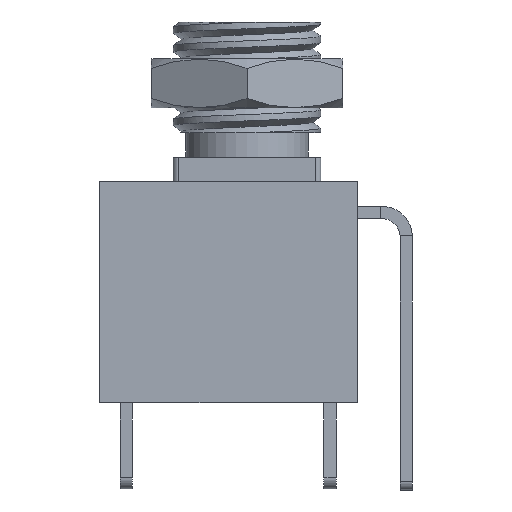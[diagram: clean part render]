
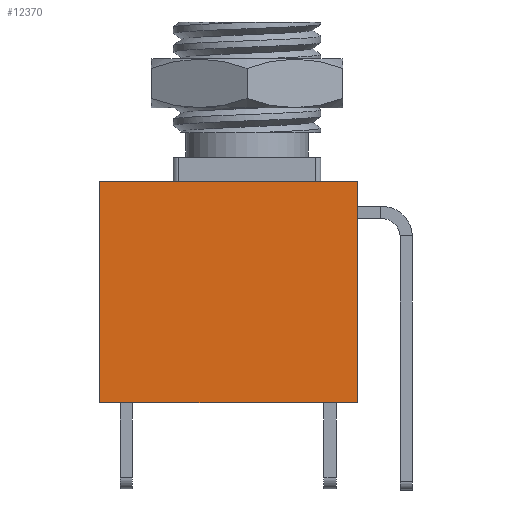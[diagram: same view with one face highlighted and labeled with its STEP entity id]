
A CAD part, left-side view. The second image highlights one B-rep face of the part: STEP entity #12370.
In plain terms, the highlighted planar face has unit normal (-1, 0, 0).
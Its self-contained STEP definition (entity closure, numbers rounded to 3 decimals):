
#9975 = PLANE('',#9976);
#9976 = AXIS2_PLACEMENT_3D('',#9977,#9978,#9979);
#9977 = CARTESIAN_POINT('',(0.,0.75,9.));
#9978 = DIRECTION('',(-0.,-0.,-1.));
#9979 = DIRECTION('',(-1.,0.,0.));
#10000 = VERTEX_POINT('',#10001);
#10001 = CARTESIAN_POINT('',(-4.5,-4.5,9.));
#10015 = PLANE('',#10016);
#10016 = AXIS2_PLACEMENT_3D('',#10017,#10018,#10019);
#10017 = CARTESIAN_POINT('',(4.5,-4.5,0.));
#10018 = DIRECTION('',(0.,-1.,0.));
#10019 = DIRECTION('',(-1.,0.,0.));
#10027 = EDGE_CURVE('',#10000,#10028,#10030,.T.);
#10028 = VERTEX_POINT('',#10029);
#10029 = CARTESIAN_POINT('',(-4.5,6.,9.));
#10030 = SURFACE_CURVE('',#10031,(#10035,#10042),.PCURVE_S1.);
#10031 = LINE('',#10032,#10033);
#10032 = CARTESIAN_POINT('',(-4.5,-4.5,9.));
#10033 = VECTOR('',#10034,1.);
#10034 = DIRECTION('',(0.,1.,0.));
#10035 = PCURVE('',#9975,#10036);
#10036 = DEFINITIONAL_REPRESENTATION('',(#10037),#10041);
#10037 = LINE('',#10038,#10039);
#10038 = CARTESIAN_POINT('',(4.5,-5.25));
#10039 = VECTOR('',#10040,1.);
#10040 = DIRECTION('',(0.,1.));
#10041 = ( GEOMETRIC_REPRESENTATION_CONTEXT(2) 
PARAMETRIC_REPRESENTATION_CONTEXT() REPRESENTATION_CONTEXT('2D SPACE',''
  ) );
#10042 = PCURVE('',#10043,#10048);
#10043 = PLANE('',#10044);
#10044 = AXIS2_PLACEMENT_3D('',#10045,#10046,#10047);
#10045 = CARTESIAN_POINT('',(-4.5,-4.5,0.));
#10046 = DIRECTION('',(-1.,0.,0.));
#10047 = DIRECTION('',(0.,1.,0.));
#10048 = DEFINITIONAL_REPRESENTATION('',(#10049),#10053);
#10049 = LINE('',#10050,#10051);
#10050 = CARTESIAN_POINT('',(0.,-9.));
#10051 = VECTOR('',#10052,1.);
#10052 = DIRECTION('',(1.,0.));
#10053 = ( GEOMETRIC_REPRESENTATION_CONTEXT(2) 
PARAMETRIC_REPRESENTATION_CONTEXT() REPRESENTATION_CONTEXT('2D SPACE',''
  ) );
#10071 = PLANE('',#10072);
#10072 = AXIS2_PLACEMENT_3D('',#10073,#10074,#10075);
#10073 = CARTESIAN_POINT('',(-4.5,6.,0.));
#10074 = DIRECTION('',(0.,1.,0.));
#10075 = DIRECTION('',(1.,0.,0.));
#11777 = VERTEX_POINT('',#11778);
#11778 = CARTESIAN_POINT('',(-4.5,-4.5,0.));
#11792 = PLANE('',#11793);
#11793 = AXIS2_PLACEMENT_3D('',#11794,#11795,#11796);
#11794 = CARTESIAN_POINT('',(0.,0.75,0.));
#11795 = DIRECTION('',(-0.,-0.,-1.));
#11796 = DIRECTION('',(-1.,0.,0.));
#11957 = EDGE_CURVE('',#11777,#10000,#11958,.T.);
#11958 = SURFACE_CURVE('',#11959,(#11963,#11970),.PCURVE_S1.);
#11959 = LINE('',#11960,#11961);
#11960 = CARTESIAN_POINT('',(-4.5,-4.5,0.));
#11961 = VECTOR('',#11962,1.);
#11962 = DIRECTION('',(0.,0.,1.));
#11963 = PCURVE('',#10015,#11964);
#11964 = DEFINITIONAL_REPRESENTATION('',(#11965),#11969);
#11965 = LINE('',#11966,#11967);
#11966 = CARTESIAN_POINT('',(9.,0.));
#11967 = VECTOR('',#11968,1.);
#11968 = DIRECTION('',(0.,-1.));
#11969 = ( GEOMETRIC_REPRESENTATION_CONTEXT(2) 
PARAMETRIC_REPRESENTATION_CONTEXT() REPRESENTATION_CONTEXT('2D SPACE',''
  ) );
#11970 = PCURVE('',#10043,#11971);
#11971 = DEFINITIONAL_REPRESENTATION('',(#11972),#11976);
#11972 = LINE('',#11973,#11974);
#11973 = CARTESIAN_POINT('',(0.,0.));
#11974 = VECTOR('',#11975,1.);
#11975 = DIRECTION('',(0.,-1.));
#11976 = ( GEOMETRIC_REPRESENTATION_CONTEXT(2) 
PARAMETRIC_REPRESENTATION_CONTEXT() REPRESENTATION_CONTEXT('2D SPACE',''
  ) );
#12031 = VERTEX_POINT('',#12032);
#12032 = CARTESIAN_POINT('',(-4.5,6.,0.));
#12053 = EDGE_CURVE('',#12031,#10028,#12054,.T.);
#12054 = SURFACE_CURVE('',#12055,(#12059,#12066),.PCURVE_S1.);
#12055 = LINE('',#12056,#12057);
#12056 = CARTESIAN_POINT('',(-4.5,6.,0.));
#12057 = VECTOR('',#12058,1.);
#12058 = DIRECTION('',(0.,0.,1.));
#12059 = PCURVE('',#10071,#12060);
#12060 = DEFINITIONAL_REPRESENTATION('',(#12061),#12065);
#12061 = LINE('',#12062,#12063);
#12062 = CARTESIAN_POINT('',(0.,0.));
#12063 = VECTOR('',#12064,1.);
#12064 = DIRECTION('',(0.,-1.));
#12065 = ( GEOMETRIC_REPRESENTATION_CONTEXT(2) 
PARAMETRIC_REPRESENTATION_CONTEXT() REPRESENTATION_CONTEXT('2D SPACE',''
  ) );
#12066 = PCURVE('',#10043,#12067);
#12067 = DEFINITIONAL_REPRESENTATION('',(#12068),#12072);
#12068 = LINE('',#12069,#12070);
#12069 = CARTESIAN_POINT('',(10.5,0.));
#12070 = VECTOR('',#12071,1.);
#12071 = DIRECTION('',(0.,-1.));
#12072 = ( GEOMETRIC_REPRESENTATION_CONTEXT(2) 
PARAMETRIC_REPRESENTATION_CONTEXT() REPRESENTATION_CONTEXT('2D SPACE',''
  ) );
#12370 = ADVANCED_FACE('',(#12371),#10043,.T.);
#12371 = FACE_BOUND('',#12372,.T.);
#12372 = EDGE_LOOP('',(#12373,#12374,#12375,#12376));
#12373 = ORIENTED_EDGE('',*,*,#11957,.T.);
#12374 = ORIENTED_EDGE('',*,*,#10027,.T.);
#12375 = ORIENTED_EDGE('',*,*,#12053,.F.);
#12376 = ORIENTED_EDGE('',*,*,#12377,.F.);
#12377 = EDGE_CURVE('',#11777,#12031,#12378,.T.);
#12378 = SURFACE_CURVE('',#12379,(#12383,#12390),.PCURVE_S1.);
#12379 = LINE('',#12380,#12381);
#12380 = CARTESIAN_POINT('',(-4.5,-4.5,0.));
#12381 = VECTOR('',#12382,1.);
#12382 = DIRECTION('',(0.,1.,0.));
#12383 = PCURVE('',#10043,#12384);
#12384 = DEFINITIONAL_REPRESENTATION('',(#12385),#12389);
#12385 = LINE('',#12386,#12387);
#12386 = CARTESIAN_POINT('',(0.,0.));
#12387 = VECTOR('',#12388,1.);
#12388 = DIRECTION('',(1.,0.));
#12389 = ( GEOMETRIC_REPRESENTATION_CONTEXT(2) 
PARAMETRIC_REPRESENTATION_CONTEXT() REPRESENTATION_CONTEXT('2D SPACE',''
  ) );
#12390 = PCURVE('',#11792,#12391);
#12391 = DEFINITIONAL_REPRESENTATION('',(#12392),#12396);
#12392 = LINE('',#12393,#12394);
#12393 = CARTESIAN_POINT('',(4.5,-5.25));
#12394 = VECTOR('',#12395,1.);
#12395 = DIRECTION('',(0.,1.));
#12396 = ( GEOMETRIC_REPRESENTATION_CONTEXT(2) 
PARAMETRIC_REPRESENTATION_CONTEXT() REPRESENTATION_CONTEXT('2D SPACE',''
  ) );
